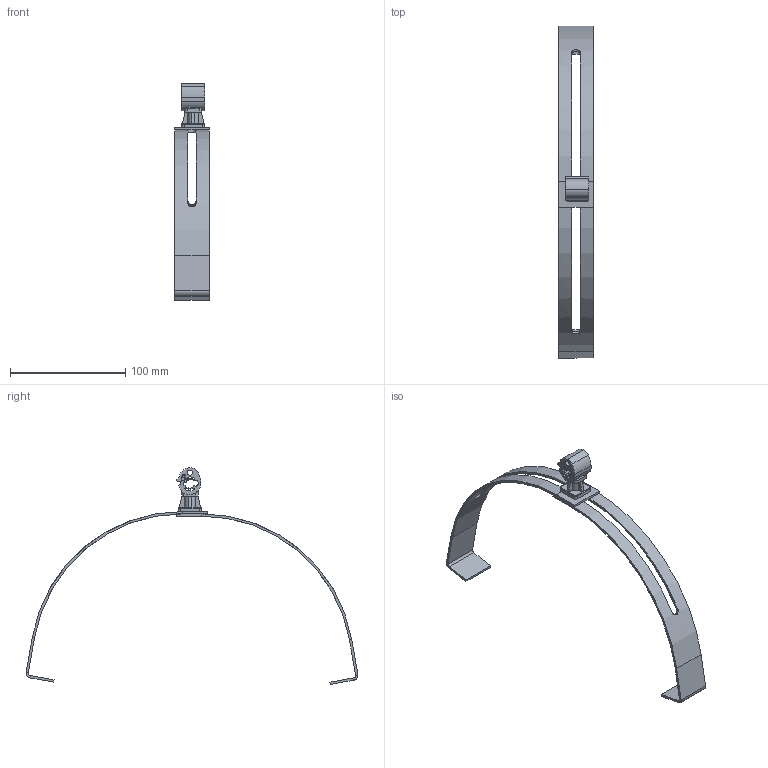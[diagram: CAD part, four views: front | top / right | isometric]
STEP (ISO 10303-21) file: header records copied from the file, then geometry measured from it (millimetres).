
FILE_DESCRIPTION(/* description */ (''),/* implementation_level */ '2;1');
FILE_NAME(/* name */ 'DFKPD.stp',/* time_stamp */ '2023-05-18T17:04:39+03:00',/* author */ ('man37'),/* organization */ (''),/* preprocessor_version */ 'ST-DEVELOPER v19.2',/* originating_system */ 'Autodesk Inventor 2023',/* authorisation */ '');
FILE_SCHEMA (('AUTOMOTIVE_DESIGN { 1 0 10303 214 3 1 1 }'));
Length unit declared in the file: millimetre
Products named in the file (3): DFKZ-02; Скоба_123; pd-1
Assembly tree (3 placements, depth 2):
  DFKZ-02
    Скоба_123  x2
    pd-1
Bounding box: 30 x 288.2 x 188.15 mm (x, y, z)
Volume: 35088.2 mm3; surface area: 36839 mm2
Topology: 3 solids, 3 shells, 187 faces, 498 edges, 308 vertices
Faces by surface type: cylinder 91, plane 90, torus 4, bspline 2
Full cylindrical faces by diameter (mm): 4.5 x1
Entity records: 5632 total; most frequent: CARTESIAN_POINT 1165, DIRECTION 934, ORIENTED_EDGE 868, EDGE_CURVE 434, AXIS2_PLACEMENT_3D 342, VERTEX_POINT 272, LINE 250, VECTOR 250
